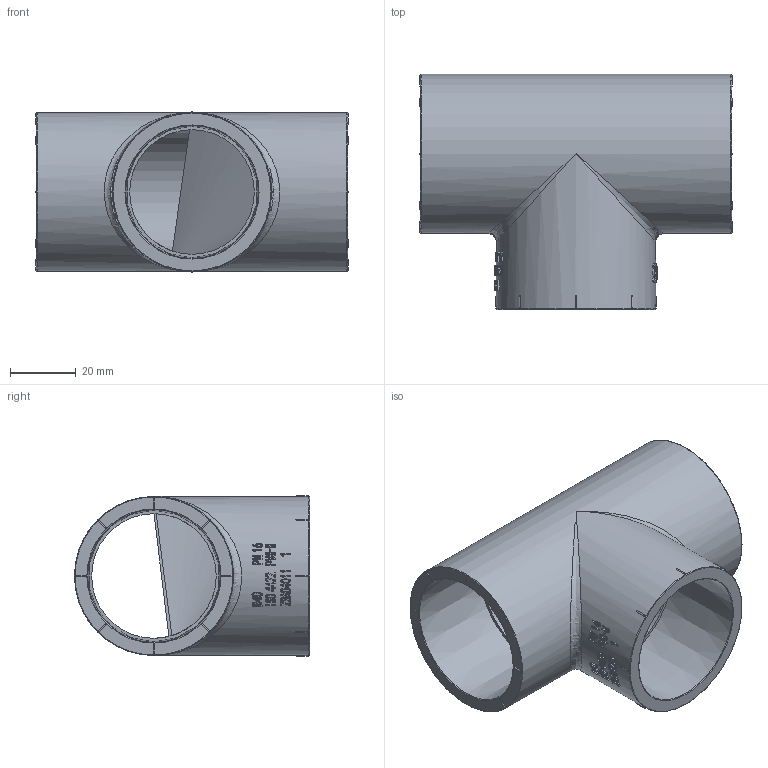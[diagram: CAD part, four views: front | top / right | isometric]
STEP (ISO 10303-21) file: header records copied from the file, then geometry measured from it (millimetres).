
FILE_DESCRIPTION(/* description */ (''),/* implementation_level */ '2;1');
FILE_NAME(/* name */ '40三通.stp',/* time_stamp */ '2024-07-06T09:51:46+08:00',/* author */ (''),/* organization */ (''),/* preprocessor_version */ 'ST-DEVELOPER v16',/* originating_system */ 'SIEMENS PLM Software NX 10.0',/* authorisation */ '');
FILE_SCHEMA (('AUTOMOTIVE_DESIGN { 1 0 10303 214 3 1 1 1 }'));
Length unit declared in the file: millimetre
Products named in the file (1): gelv12204B9B6e0t
Bounding box: 95.3 x 71.7 x 48.9 mm (x, y, z)
Volume: 70875.5 mm3; surface area: 33764.6 mm2
Topology: 1 solids, 1 shells, 387 faces, 932 edges, 616 vertices
Faces by surface type: plane 156, bspline 98, cylinder 76, sphere 48, torus 6, cone 3
Full cylindrical faces by diameter (mm): 38 x2, 48.5 x2
Entity records: 25912 total; most frequent: CARTESIAN_POINT 18586, ORIENTED_EDGE 1790, EDGE_CURVE 895, DIRECTION 868, B_SPLINE_CURVE_WITH_KNOTS 707, VERTEX_POINT 610, EDGE_LOOP 491, AXIS2_PLACEMENT_3D 390
